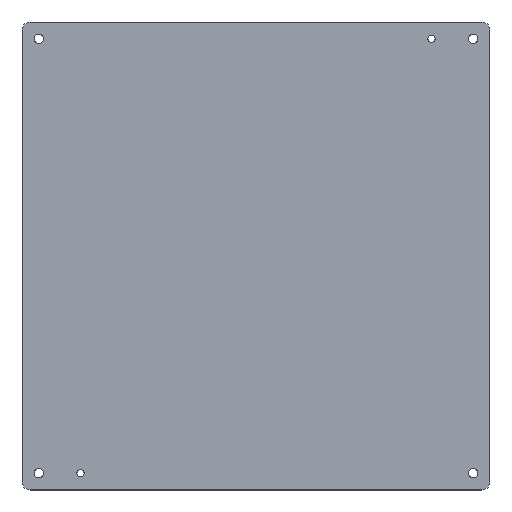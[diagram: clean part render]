
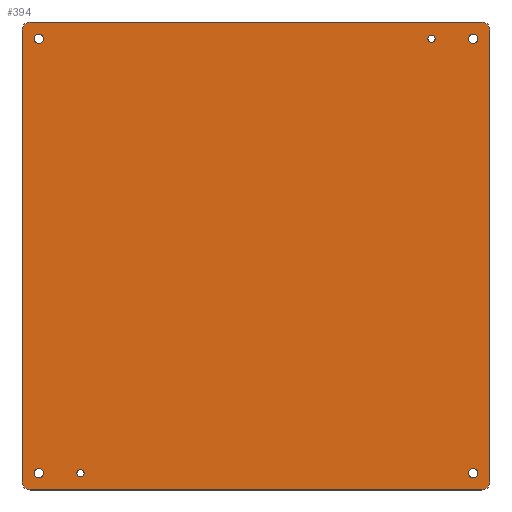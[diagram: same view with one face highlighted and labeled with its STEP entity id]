
A CAD part, top view. The second image highlights one B-rep face of the part: STEP entity #394.
In plain terms, the highlighted planar face has unit normal (0, 0, 1).
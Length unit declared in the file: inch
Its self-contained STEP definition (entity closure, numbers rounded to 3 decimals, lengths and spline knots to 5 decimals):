
#1 = EDGE_LOOP ( 'NONE', ( #92 ) ) ;
#7 = CARTESIAN_POINT ( 'NONE',  ( -6.3595, -6.5, 0. ) ) ;
#13 = EDGE_LOOP ( 'NONE', ( #208 ) ) ;
#14 = EDGE_CURVE ( 'NONE', #475, #428, #108, .T. ) ;
#15 = CARTESIAN_POINT ( 'NONE',  ( -5.141, -6.5, 0. ) ) ;
#20 = DIRECTION ( 'NONE',  ( 0., 0., -1. ) ) ;
#21 = DIRECTION ( 'NONE',  ( 0., 0., -1. ) ) ;
#22 = CARTESIAN_POINT ( 'NONE',  ( 6.75, 7., 0. ) ) ;
#23 = AXIS2_PLACEMENT_3D ( 'NONE', #262, #42, #127 ) ;
#24 = EDGE_CURVE ( 'NONE', #152, #228, #496, .T. ) ;
#32 = EDGE_CURVE ( 'NONE', #62, #62, #416, .T. ) ;
#40 = DIRECTION ( 'NONE',  ( 0., 0., 1. ) ) ;
#42 = DIRECTION ( 'NONE',  ( 0., 0., -1. ) ) ;
#45 = CARTESIAN_POINT ( 'NONE',  ( 7., -6.75, 0. ) ) ;
#50 = CARTESIAN_POINT ( 'NONE',  ( 0., -7., 0. ) ) ;
#51 = AXIS2_PLACEMENT_3D ( 'NONE', #377, #396, #170 ) ;
#55 = CARTESIAN_POINT ( 'NONE',  ( 0., 7., 0. ) ) ;
#57 = VERTEX_POINT ( 'NONE', #78 ) ;
#62 = VERTEX_POINT ( 'NONE', #15 ) ;
#65 = CARTESIAN_POINT ( 'NONE',  ( 6.5, -6.5, 0. ) ) ;
#71 = AXIS2_PLACEMENT_3D ( 'NONE', #549, #510, #189 ) ;
#73 = CARTESIAN_POINT ( 'NONE',  ( 7., 0., 0. ) ) ;
#78 = CARTESIAN_POINT ( 'NONE',  ( -6.75, -7., 0. ) ) ;
#81 = CARTESIAN_POINT ( 'NONE',  ( 6.75, 6.75, 0. ) ) ;
#87 = PLANE ( 'NONE',  #227 ) ;
#90 = FACE_BOUND ( 'NONE', #363, .T. ) ;
#92 = ORIENTED_EDGE ( 'NONE', *, *, #32, .T. ) ;
#93 = EDGE_LOOP ( 'NONE', ( #224 ) ) ;
#99 = VERTEX_POINT ( 'NONE', #7 ) ;
#102 = ORIENTED_EDGE ( 'NONE', *, *, #460, .T. ) ;
#108 = CIRCLE ( 'NONE', #51, 0.25 ) ;
#113 = CARTESIAN_POINT ( 'NONE',  ( 7., 6.75, 0. ) ) ;
#120 = VERTEX_POINT ( 'NONE', #301 ) ;
#122 = EDGE_CURVE ( 'NONE', #546, #546, #190, .T. ) ;
#127 = DIRECTION ( 'NONE',  ( 1., 0., 0. ) ) ;
#128 = AXIS2_PLACEMENT_3D ( 'NONE', #341, #160, #344 ) ;
#129 = ORIENTED_EDGE ( 'NONE', *, *, #245, .T. ) ;
#130 = FACE_BOUND ( 'NONE', #441, .T. ) ;
#133 = FACE_BOUND ( 'NONE', #185, .T. ) ;
#145 = CARTESIAN_POINT ( 'NONE',  ( 6.6405, -6.5, 0. ) ) ;
#148 = AXIS2_PLACEMENT_3D ( 'NONE', #490, #177, #362 ) ;
#152 = VERTEX_POINT ( 'NONE', #113 ) ;
#154 = ORIENTED_EDGE ( 'NONE', *, *, #352, .T. ) ;
#156 = CIRCLE ( 'NONE', #512, 0.1405 ) ;
#160 = DIRECTION ( 'NONE',  ( 0., 0., 1. ) ) ;
#164 = AXIS2_PLACEMENT_3D ( 'NONE', #195, #456, #281 ) ;
#167 = DIRECTION ( 'NONE',  ( 0., 1., 0. ) ) ;
#170 = DIRECTION ( 'NONE',  ( 1., 0., 0. ) ) ;
#177 = DIRECTION ( 'NONE',  ( 0., 0., 1. ) ) ;
#183 = EDGE_CURVE ( 'NONE', #455, #152, #570, .T. ) ;
#185 = EDGE_LOOP ( 'NONE', ( #129 ) ) ;
#189 = DIRECTION ( 'NONE',  ( 1., 0., 0. ) ) ;
#190 = CIRCLE ( 'NONE', #426, 0.1405 ) ;
#191 = ORIENTED_EDGE ( 'NONE', *, *, #24, .T. ) ;
#195 = CARTESIAN_POINT ( 'NONE',  ( -6.5, 6.5, 0. ) ) ;
#200 = VECTOR ( 'NONE', #287, 39.37008 ) ;
#203 = ORIENTED_EDGE ( 'NONE', *, *, #501, .T. ) ;
#208 = ORIENTED_EDGE ( 'NONE', *, *, #539, .T. ) ;
#209 = CARTESIAN_POINT ( 'NONE',  ( 6.5, 6.5, 0. ) ) ;
#215 = ORIENTED_EDGE ( 'NONE', *, *, #297, .T. ) ;
#224 = ORIENTED_EDGE ( 'NONE', *, *, #482, .T. ) ;
#227 = AXIS2_PLACEMENT_3D ( 'NONE', #356, #305, #493 ) ;
#228 = VERTEX_POINT ( 'NONE', #22 ) ;
#230 = LINE ( 'NONE', #55, #446 ) ;
#235 = CARTESIAN_POINT ( 'NONE',  ( -6.75, 7., 0. ) ) ;
#244 = DIRECTION ( 'NONE',  ( 1., 0., 0. ) ) ;
#245 = EDGE_CURVE ( 'NONE', #325, #325, #156, .T. ) ;
#246 = CARTESIAN_POINT ( 'NONE',  ( 5.359, 6.5, 0. ) ) ;
#247 = LINE ( 'NONE', #562, #336 ) ;
#251 = CIRCLE ( 'NONE', #164, 0.1405 ) ;
#262 = CARTESIAN_POINT ( 'NONE',  ( -5.25, -6.5, 0. ) ) ;
#273 = VERTEX_POINT ( 'NONE', #350 ) ;
#276 = VECTOR ( 'NONE', #167, 39.37008 ) ;
#279 = DIRECTION ( 'NONE',  ( -1., 0., 0. ) ) ;
#281 = DIRECTION ( 'NONE',  ( 1., 0., 0. ) ) ;
#282 = ORIENTED_EDGE ( 'NONE', *, *, #183, .T. ) ;
#287 = DIRECTION ( 'NONE',  ( 1., 0., 0. ) ) ;
#297 = EDGE_CURVE ( 'NONE', #99, #99, #399, .T. ) ;
#298 = AXIS2_PLACEMENT_3D ( 'NONE', #81, #40, #530 ) ;
#301 = CARTESIAN_POINT ( 'NONE',  ( -6.3595, 6.5, 0. ) ) ;
#305 = DIRECTION ( 'NONE',  ( 0., 0., 1. ) ) ;
#311 = VERTEX_POINT ( 'NONE', #473 ) ;
#312 = FACE_OUTER_BOUND ( 'NONE', #413, .T. ) ;
#316 = EDGE_CURVE ( 'NONE', #428, #311, #247, .T. ) ;
#318 = CIRCLE ( 'NONE', #71, 0.109 ) ;
#325 = VERTEX_POINT ( 'NONE', #504 ) ;
#331 = EDGE_CURVE ( 'NONE', #273, #455, #346, .T. ) ;
#336 = VECTOR ( 'NONE', #425, 39.37008 ) ;
#341 = CARTESIAN_POINT ( 'NONE',  ( 6.75, -6.75, 0. ) ) ;
#344 = DIRECTION ( 'NONE',  ( 1., 0., 0. ) ) ;
#345 = VERTEX_POINT ( 'NONE', #246 ) ;
#346 = CIRCLE ( 'NONE', #128, 0.25 ) ;
#350 = CARTESIAN_POINT ( 'NONE',  ( 6.75, -7., 0. ) ) ;
#352 = EDGE_CURVE ( 'NONE', #311, #57, #464, .T. ) ;
#356 = CARTESIAN_POINT ( 'NONE',  ( 0., 0., 0. ) ) ;
#358 = ORIENTED_EDGE ( 'NONE', *, *, #122, .T. ) ;
#362 = DIRECTION ( 'NONE',  ( 1., 0., 0. ) ) ;
#363 = EDGE_LOOP ( 'NONE', ( #215 ) ) ;
#374 = DIRECTION ( 'NONE',  ( 1., 0., 0. ) ) ;
#377 = CARTESIAN_POINT ( 'NONE',  ( -6.75, 6.75, 0. ) ) ;
#384 = CARTESIAN_POINT ( 'NONE',  ( -6.5, -6.5, 0. ) ) ;
#392 = DIRECTION ( 'NONE',  ( 0., 0., -1. ) ) ;
#394 = ADVANCED_FACE ( 'NONE', ( #90, #537, #485, #133, #439, #130, #312 ), #87, .T. ) ;
#396 = DIRECTION ( 'NONE',  ( 0., 0., 1. ) ) ;
#399 = CIRCLE ( 'NONE', #505, 0.1405 ) ;
#400 = CARTESIAN_POINT ( 'NONE',  ( -7., 6.75, 0. ) ) ;
#413 = EDGE_LOOP ( 'NONE', ( #552, #154, #203, #452, #282, #191, #102, #500 ) ) ;
#416 = CIRCLE ( 'NONE', #23, 0.109 ) ;
#425 = DIRECTION ( 'NONE',  ( 0., -1., 0. ) ) ;
#426 = AXIS2_PLACEMENT_3D ( 'NONE', #65, #21, #374 ) ;
#428 = VERTEX_POINT ( 'NONE', #400 ) ;
#439 = FACE_BOUND ( 'NONE', #93, .T. ) ;
#441 = EDGE_LOOP ( 'NONE', ( #358 ) ) ;
#446 = VECTOR ( 'NONE', #279, 39.37008 ) ;
#452 = ORIENTED_EDGE ( 'NONE', *, *, #331, .T. ) ;
#455 = VERTEX_POINT ( 'NONE', #45 ) ;
#456 = DIRECTION ( 'NONE',  ( 0., 0., -1. ) ) ;
#458 = LINE ( 'NONE', #50, #200 ) ;
#460 = EDGE_CURVE ( 'NONE', #228, #475, #230, .T. ) ;
#464 = CIRCLE ( 'NONE', #148, 0.25 ) ;
#473 = CARTESIAN_POINT ( 'NONE',  ( -7., -6.75, 0. ) ) ;
#475 = VERTEX_POINT ( 'NONE', #235 ) ;
#482 = EDGE_CURVE ( 'NONE', #120, #120, #251, .T. ) ;
#485 = FACE_BOUND ( 'NONE', #13, .T. ) ;
#490 = CARTESIAN_POINT ( 'NONE',  ( -6.75, -6.75, 0. ) ) ;
#493 = DIRECTION ( 'NONE',  ( 1., 0., 0. ) ) ;
#496 = CIRCLE ( 'NONE', #298, 0.25 ) ;
#500 = ORIENTED_EDGE ( 'NONE', *, *, #14, .T. ) ;
#501 = EDGE_CURVE ( 'NONE', #57, #273, #458, .T. ) ;
#504 = CARTESIAN_POINT ( 'NONE',  ( 6.6405, 6.5, 0. ) ) ;
#505 = AXIS2_PLACEMENT_3D ( 'NONE', #384, #392, #515 ) ;
#510 = DIRECTION ( 'NONE',  ( 0., 0., -1. ) ) ;
#512 = AXIS2_PLACEMENT_3D ( 'NONE', #209, #20, #244 ) ;
#515 = DIRECTION ( 'NONE',  ( 1., 0., 0. ) ) ;
#530 = DIRECTION ( 'NONE',  ( 1., 0., 0. ) ) ;
#537 = FACE_BOUND ( 'NONE', #1, .T. ) ;
#539 = EDGE_CURVE ( 'NONE', #345, #345, #318, .T. ) ;
#546 = VERTEX_POINT ( 'NONE', #145 ) ;
#549 = CARTESIAN_POINT ( 'NONE',  ( 5.25, 6.5, 0. ) ) ;
#552 = ORIENTED_EDGE ( 'NONE', *, *, #316, .T. ) ;
#562 = CARTESIAN_POINT ( 'NONE',  ( -7., 0., 0. ) ) ;
#570 = LINE ( 'NONE', #73, #276 ) ;
